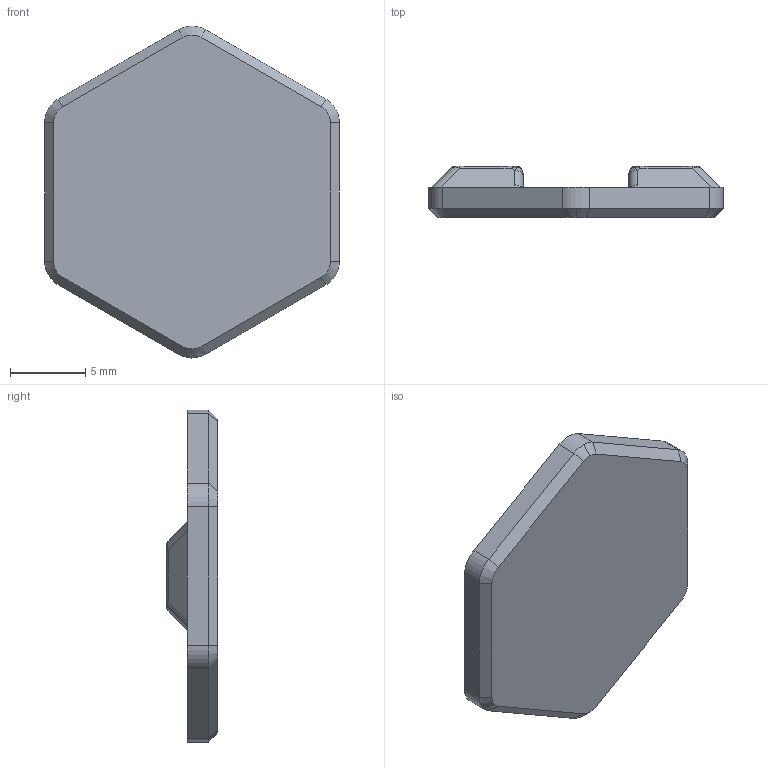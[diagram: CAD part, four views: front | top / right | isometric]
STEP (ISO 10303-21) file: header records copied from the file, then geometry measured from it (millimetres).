
FILE_DESCRIPTION (( 'STEP AP214' ), '1' );
FILE_NAME ('button_diffusor.STEP', '2023-01-29T20:28:31', ( '' ), ( '' ), 'SwSTEP 2.0', 'SolidWorks 2022', '' );
FILE_SCHEMA (( 'AUTOMOTIVE_DESIGN' ));
Length unit declared in the file: millimetre
Products named in the file (1): button_diffusor
Bounding box: 19.6 x 3.4 x 22.08 mm (x, y, z)
Volume: 651.9 mm3; surface area: 851.1 mm2
Topology: 1 solids, 1 shells, 168 faces, 412 edges, 248 vertices
Faces by surface type: cylinder 63, plane 52, bspline 28, torus 14, cone 7, sphere 4
Entity records: 5166 total; most frequent: CARTESIAN_POINT 1519, ORIENTED_EDGE 824, DIRECTION 708, EDGE_CURVE 412, AXIS2_PLACEMENT_3D 267, VERTEX_POINT 248, VECTOR 174, LINE 174
